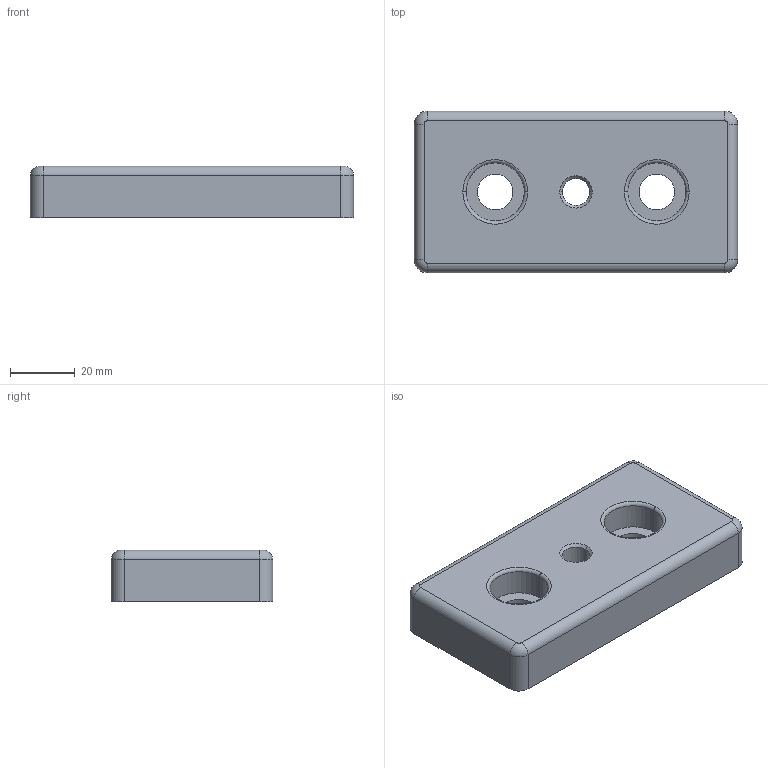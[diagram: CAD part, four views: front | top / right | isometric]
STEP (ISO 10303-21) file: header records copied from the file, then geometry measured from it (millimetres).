
FILE_DESCRIPTION (( 'STEP AP214' ), '1' );
FILE_NAME ('093t501001010r.STEP', '2014-08-20T09:21:42', ( '' ), ( '' ), 'SwSTEP 2.0', 'SolidWorks 2014', '' );
FILE_SCHEMA (( 'AUTOMOTIVE_DESIGN' ));
Length unit declared in the file: millimetre
Products named in the file (1): 093t501001010r
Bounding box: 100 x 50 x 16 mm (x, y, z)
Volume: 49980.3 mm3; surface area: 21717.2 mm2
Topology: 1 solids, 1 shells, 164 faces, 389 edges, 215 vertices
Faces by surface type: cylinder 79, sphere 32, plane 32, torus 19, cone 2
Entity records: 4519 total; most frequent: DIRECTION 897, CARTESIAN_POINT 725, ORIENTED_EDGE 714, AXIS2_PLACEMENT_3D 375, EDGE_CURVE 357, CIRCLE 210, VERTEX_POINT 203, EDGE_LOOP 178
